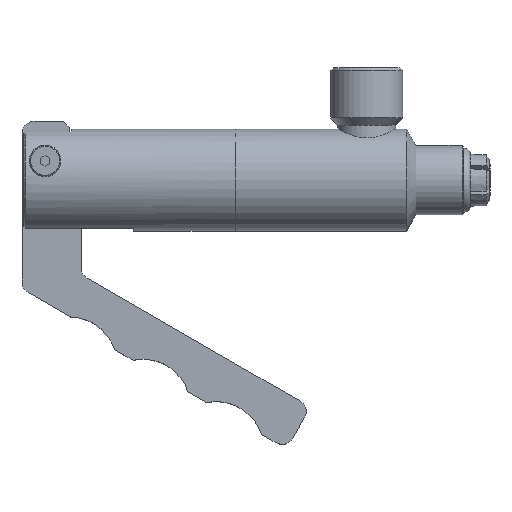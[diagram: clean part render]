
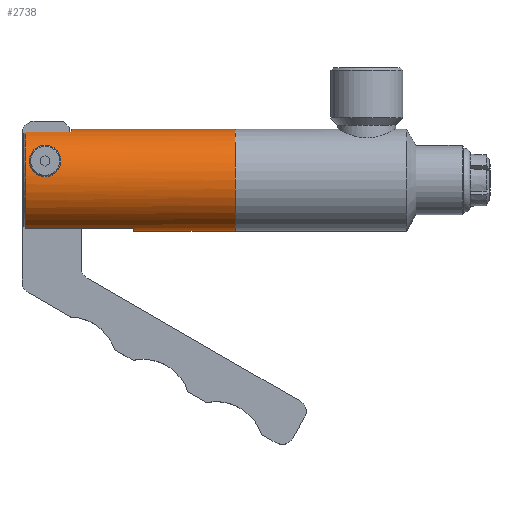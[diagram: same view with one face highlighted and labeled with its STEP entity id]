
A CAD part, top view. The second image highlights one B-rep face of the part: STEP entity #2738.
In plain terms, the highlighted cylindrical face has radius 13.462 mm (diameter 26.924 mm), a full revolution.
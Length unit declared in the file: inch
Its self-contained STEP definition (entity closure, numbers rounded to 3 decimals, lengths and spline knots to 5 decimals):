
#46=B_SPLINE_CURVE_WITH_KNOTS($,3,(#3985,#3986,#3987,#3988,#3989,#3990,
#3991,#3992,#3993,#3994,#3995,#3996,#3997,#3998,#3999,#4000,#4001,#4002,
#4003,#4004,#4005,#4006,#4007,#4008,#4009,#4010,#4011,#4012,#4013,#4014,
#4015,#4016,#4017,#4018),.UNSPECIFIED.,.T.,.F.,(4,2,2,2,2,2,2,2,2,2,2,2,
2,2,2,2,4),(0.,0.15668,0.31335,0.47644,0.63953,
0.82205,1.00457,1.16495,1.32534,1.48572,
1.64611,1.82862,2.01114,2.17423,2.33732,
2.494,2.65068),.UNSPECIFIED.);
#47=B_SPLINE_CURVE_WITH_KNOTS($,3,(#4021,#4022,#4023,#4024,#4025,#4026,
#4027,#4028,#4029,#4030,#4031,#4032,#4033,#4034,#4035,#4036,#4037,#4038,
#4039,#4040,#4041,#4042,#4043,#4044,#4045,#4046,#4047,#4048,#4049,#4050,
#4051,#4052,#4053,#4054),.UNSPECIFIED.,.T.,.F.,(4,2,2,2,2,2,2,2,2,2,2,2,
2,2,2,2,4),(0.,0.0905,0.18099,0.27693,0.37288,
0.47505,0.57722,0.66858,0.75994,
0.8513,0.94266,1.04483,1.147,1.24294,
1.33888,1.42938,1.51987),.UNSPECIFIED.);
#300=LINE($,#4817,#496);
#301=LINE($,#4819,#497);
#302=LINE($,#4823,#498);
#303=LINE($,#4827,#499);
#496=VECTOR($,#3711,0.475);
#497=VECTOR($,#3712,0.475);
#498=VECTOR($,#3715,1.125);
#499=VECTOR($,#3718,1.125);
#644=FACE_BOUND($,#982,.T.);
#645=FACE_BOUND($,#983,.T.);
#646=FACE_BOUND($,#984,.T.);
#647=FACE_BOUND($,#985,.T.);
#982=EDGE_LOOP($,(#2493));
#983=EDGE_LOOP($,(#2494));
#984=EDGE_LOOP($,(#2495));
#985=EDGE_LOOP($,(#2496,#2497,#2498,#2499,#2500,#2501,#2502,#2503));
#1123=CIRCLE($,#3003,0.53);
#1124=CIRCLE($,#3005,0.53);
#1125=CIRCLE($,#3006,0.53);
#1126=CIRCLE($,#3007,0.53);
#1127=CIRCLE($,#3008,0.53);
#1202=VERTEX_POINT($,#3984);
#1203=VERTEX_POINT($,#4020);
#1374=VERTEX_POINT($,#4805);
#1375=VERTEX_POINT($,#4806);
#1378=VERTEX_POINT($,#4814);
#1379=VERTEX_POINT($,#4816);
#1380=VERTEX_POINT($,#4818);
#1381=VERTEX_POINT($,#4820);
#1382=VERTEX_POINT($,#4822);
#1383=VERTEX_POINT($,#4824);
#1384=VERTEX_POINT($,#4826);
#1489=EDGE_CURVE($,#1202,#1202,#46,.T.);
#1490=EDGE_CURVE($,#1203,#1203,#47,.T.);
#1751=EDGE_CURVE($,#1374,#1375,#1123,.T.);
#1755=EDGE_CURVE($,#1378,#1378,#1124,.T.);
#1756=EDGE_CURVE($,#1379,#1374,#300,.T.);
#1757=EDGE_CURVE($,#1375,#1380,#301,.T.);
#1758=EDGE_CURVE($,#1380,#1381,#1125,.T.);
#1759=EDGE_CURVE($,#1381,#1382,#302,.T.);
#1760=EDGE_CURVE($,#1382,#1383,#1126,.T.);
#1761=EDGE_CURVE($,#1383,#1384,#303,.T.);
#1762=EDGE_CURVE($,#1384,#1379,#1127,.T.);
#2493=ORIENTED_EDGE($,*,*,#1489,.T.);
#2494=ORIENTED_EDGE($,*,*,#1490,.T.);
#2495=ORIENTED_EDGE($,*,*,#1755,.F.);
#2496=ORIENTED_EDGE($,*,*,#1756,.T.);
#2497=ORIENTED_EDGE($,*,*,#1751,.T.);
#2498=ORIENTED_EDGE($,*,*,#1757,.T.);
#2499=ORIENTED_EDGE($,*,*,#1758,.T.);
#2500=ORIENTED_EDGE($,*,*,#1759,.T.);
#2501=ORIENTED_EDGE($,*,*,#1760,.T.);
#2502=ORIENTED_EDGE($,*,*,#1761,.T.);
#2503=ORIENTED_EDGE($,*,*,#1762,.T.);
#2593=CYLINDRICAL_SURFACE($,#3004,0.53);
#2738=ADVANCED_FACE($,(#644,#645,#646,#647),#2593,.T.);
#3003=AXIS2_PLACEMENT_3D($,#4807,#3702,#3703);
#3004=AXIS2_PLACEMENT_3D($,#4813,#3707,#3708);
#3005=AXIS2_PLACEMENT_3D($,#4815,#3709,#3710);
#3006=AXIS2_PLACEMENT_3D($,#4821,#3713,#3714);
#3007=AXIS2_PLACEMENT_3D($,#4825,#3716,#3717);
#3008=AXIS2_PLACEMENT_3D($,#4828,#3719,#3720);
#3702=DIRECTION('center_axis',(1.,0.,0.));
#3703=DIRECTION('ref_axis',(0.,1.,0.));
#3707=DIRECTION('center_axis',(1.,0.,0.));
#3708=DIRECTION('ref_axis',(0.,1.,0.));
#3709=DIRECTION('center_axis',(1.,0.,0.));
#3710=DIRECTION('ref_axis',(0.,1.,0.));
#3711=DIRECTION($,(1.,0.,0.));
#3712=DIRECTION($,(-1.,0.,0.));
#3713=DIRECTION('center_axis',(1.,0.,0.));
#3714=DIRECTION('ref_axis',(0.,1.,0.));
#3715=DIRECTION($,(1.,0.,0.));
#3716=DIRECTION('center_axis',(1.,0.,0.));
#3717=DIRECTION('ref_axis',(0.,1.,0.));
#3718=DIRECTION($,(-1.,0.,0.));
#3719=DIRECTION('center_axis',(1.,0.,0.));
#3720=DIRECTION('ref_axis',(0.,1.,0.));
#3984=CARTESIAN_POINT('',(0.22,0.036,0.52878));
#3985=CARTESIAN_POINT('Ctrl Pts',(0.22,0.036,0.52878));
#3986=CARTESIAN_POINT('Ctrl Pts',(0.19944,0.036,0.52878));
#3987=CARTESIAN_POINT('Ctrl Pts',(0.17751,0.04011,
0.52855));
#3988=CARTESIAN_POINT('Ctrl Pts',(0.1372,0.05677,
0.52702));
#3989=CARTESIAN_POINT('Ctrl Pts',(0.11882,0.06932,
0.52565));
#3990=CARTESIAN_POINT('Ctrl Pts',(0.08926,0.09873,
0.52094));
#3991=CARTESIAN_POINT('Ctrl Pts',(0.07646,0.11769,
0.5172));
#3992=CARTESIAN_POINT('Ctrl Pts',(0.05984,0.15843,
0.50621));
#3993=CARTESIAN_POINT('Ctrl Pts',(0.056,0.18018,
0.49889));
#3994=CARTESIAN_POINT('Ctrl Pts',(0.056,0.22218,
0.48178));
#3995=CARTESIAN_POINT('Ctrl Pts',(0.06071,0.24507,
0.47054));
#3996=CARTESIAN_POINT('Ctrl Pts',(0.07879,0.28639,
0.4466));
#3997=CARTESIAN_POINT('Ctrl Pts',(0.09211,0.30485,0.43394));
#3998=CARTESIAN_POINT('Ctrl Pts',(0.12121,0.33224,0.41325));
#3999=CARTESIAN_POINT('Ctrl Pts',(0.13847,0.34384,0.40347));
#4000=CARTESIAN_POINT('Ctrl Pts',(0.1773,0.35973,0.38937));
#4001=CARTESIAN_POINT('Ctrl Pts',(0.19895,0.364,0.38523));
#4002=CARTESIAN_POINT('Ctrl Pts',(0.24105,0.364,0.38523));
#4003=CARTESIAN_POINT('Ctrl Pts',(0.2627,0.35973,0.38937));
#4004=CARTESIAN_POINT('Ctrl Pts',(0.30153,0.34384,0.40347));
#4005=CARTESIAN_POINT('Ctrl Pts',(0.31879,0.33224,0.41325));
#4006=CARTESIAN_POINT('Ctrl Pts',(0.34789,0.30485,0.43394));
#4007=CARTESIAN_POINT('Ctrl Pts',(0.36121,0.28639,0.4466));
#4008=CARTESIAN_POINT('Ctrl Pts',(0.37929,0.24507,0.47054));
#4009=CARTESIAN_POINT('Ctrl Pts',(0.384,0.22218,0.48178));
#4010=CARTESIAN_POINT('Ctrl Pts',(0.384,0.18018,0.49889));
#4011=CARTESIAN_POINT('Ctrl Pts',(0.38016,0.15843,0.50621));
#4012=CARTESIAN_POINT('Ctrl Pts',(0.36354,0.11769,0.5172));
#4013=CARTESIAN_POINT('Ctrl Pts',(0.35074,0.09873,0.52094));
#4014=CARTESIAN_POINT('Ctrl Pts',(0.32118,0.06932,
0.52565));
#4015=CARTESIAN_POINT('Ctrl Pts',(0.3028,0.05677,
0.52702));
#4016=CARTESIAN_POINT('Ctrl Pts',(0.26249,0.04011,
0.52855));
#4017=CARTESIAN_POINT('Ctrl Pts',(0.24056,0.036,0.52878));
#4018=CARTESIAN_POINT('Ctrl Pts',(0.22,0.036,0.52878));
#4020=CARTESIAN_POINT('',(0.22,0.105,-0.51949));
#4021=CARTESIAN_POINT('Ctrl Pts',(0.22,0.105,-0.51949));
#4022=CARTESIAN_POINT('Ctrl Pts',(0.23188,0.105,-0.51949));
#4023=CARTESIAN_POINT('Ctrl Pts',(0.24453,0.10737,-0.51903));
#4024=CARTESIAN_POINT('Ctrl Pts',(0.26776,0.11692,-0.51697));
#4025=CARTESIAN_POINT('Ctrl Pts',(0.27833,0.12411,-0.51533));
#4026=CARTESIAN_POINT('Ctrl Pts',(0.29549,0.141,-0.51098));
#4027=CARTESIAN_POINT('Ctrl Pts',(0.30296,0.15198,-0.50789));
#4028=CARTESIAN_POINT('Ctrl Pts',(0.31272,0.17565,-0.5002));
#4029=CARTESIAN_POINT('Ctrl Pts',(0.315,0.18834,-0.49557));
#4030=CARTESIAN_POINT('Ctrl Pts',(0.315,0.21242,-0.48576));
#4031=CARTESIAN_POINT('Ctrl Pts',(0.31244,0.22547,-0.47984));
#4032=CARTESIAN_POINT('Ctrl Pts',(0.30222,0.24932,-0.46788));
#4033=CARTESIAN_POINT('Ctrl Pts',(0.29458,0.26015,-0.46187));
#4034=CARTESIAN_POINT('Ctrl Pts',(0.27755,0.27639,-0.45231));
#4035=CARTESIAN_POINT('Ctrl Pts',(0.26734,0.28328,-0.44798));
#4036=CARTESIAN_POINT('Ctrl Pts',(0.24456,0.29259,-0.44195));
#4037=CARTESIAN_POINT('Ctrl Pts',(0.23199,0.295,-0.44031));
#4038=CARTESIAN_POINT('Ctrl Pts',(0.20801,0.295,-0.44031));
#4039=CARTESIAN_POINT('Ctrl Pts',(0.19544,0.29259,-0.44195));
#4040=CARTESIAN_POINT('Ctrl Pts',(0.17266,0.28328,-0.44798));
#4041=CARTESIAN_POINT('Ctrl Pts',(0.16245,0.27639,-0.45231));
#4042=CARTESIAN_POINT('Ctrl Pts',(0.14542,0.26015,-0.46187));
#4043=CARTESIAN_POINT('Ctrl Pts',(0.13778,0.24932,-0.46788));
#4044=CARTESIAN_POINT('Ctrl Pts',(0.12756,0.22547,-0.47984));
#4045=CARTESIAN_POINT('Ctrl Pts',(0.125,0.21242,-0.48576));
#4046=CARTESIAN_POINT('Ctrl Pts',(0.125,0.18834,-0.49557));
#4047=CARTESIAN_POINT('Ctrl Pts',(0.12728,0.17565,-0.5002));
#4048=CARTESIAN_POINT('Ctrl Pts',(0.13704,0.15198,-0.50789));
#4049=CARTESIAN_POINT('Ctrl Pts',(0.14451,0.141,-0.51098));
#4050=CARTESIAN_POINT('Ctrl Pts',(0.16167,0.12411,-0.51533));
#4051=CARTESIAN_POINT('Ctrl Pts',(0.17224,0.11692,-0.51697));
#4052=CARTESIAN_POINT('Ctrl Pts',(0.19547,0.10737,-0.51903));
#4053=CARTESIAN_POINT('Ctrl Pts',(0.20812,0.105,-0.51949));
#4054=CARTESIAN_POINT('Ctrl Pts',(0.22,0.105,-0.51949));
#4805=CARTESIAN_POINT('',(0.49,0.49939,-0.1775));
#4806=CARTESIAN_POINT('',(0.49,0.49939,0.1775));
#4807=CARTESIAN_POINT('Origin',(0.49,0.,0.));
#4813=CARTESIAN_POINT('Origin',(1.105,0.,0.));
#4814=CARTESIAN_POINT('',(2.195,0.53,0.));
#4815=CARTESIAN_POINT('Origin',(2.195,0.,0.));
#4816=CARTESIAN_POINT('',(0.015,0.49939,-0.1775));
#4817=CARTESIAN_POINT($,(1.105,0.49939,-0.1775));
#4818=CARTESIAN_POINT('',(0.015,0.49939,0.1775));
#4819=CARTESIAN_POINT($,(1.105,0.49939,0.1775));
#4820=CARTESIAN_POINT('',(0.015,-0.49939,0.1775));
#4821=CARTESIAN_POINT('Origin',(0.015,0.,0.));
#4822=CARTESIAN_POINT('',(1.14,-0.49939,0.1775));
#4823=CARTESIAN_POINT($,(1.105,-0.49939,0.1775));
#4824=CARTESIAN_POINT('',(1.14,-0.49939,-0.1775));
#4825=CARTESIAN_POINT('Origin',(1.14,0.,0.));
#4826=CARTESIAN_POINT('',(0.015,-0.49939,-0.1775));
#4827=CARTESIAN_POINT($,(1.105,-0.49939,-0.1775));
#4828=CARTESIAN_POINT('Origin',(0.015,0.,0.));
